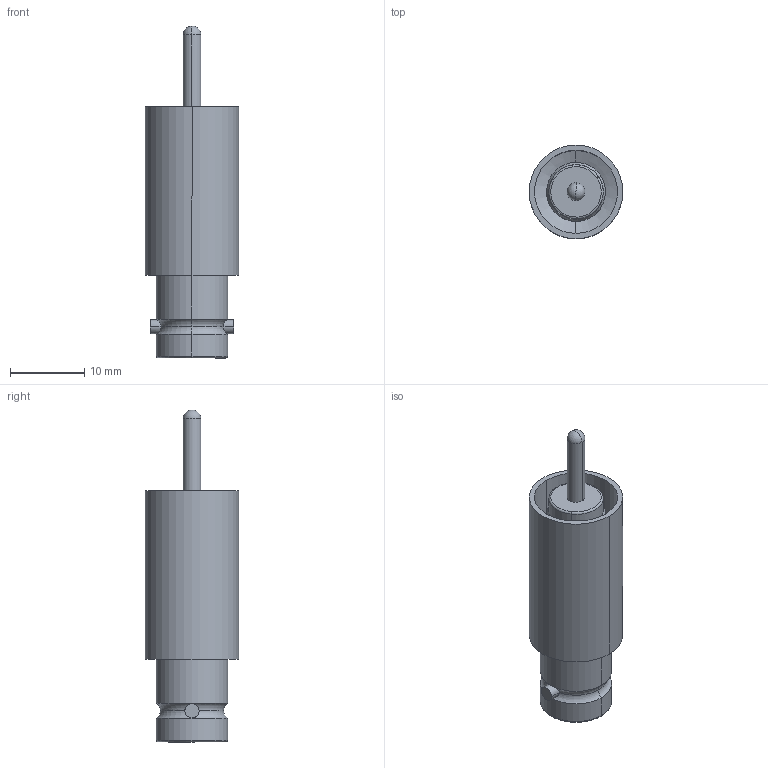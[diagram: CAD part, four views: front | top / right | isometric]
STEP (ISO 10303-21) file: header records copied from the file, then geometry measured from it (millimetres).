
FILE_DESCRIPTION (( 'STEP AP203' ), '1' );
FILE_NAME ('A0059-2-W.STEP', '2011-10-04T17:37:00', ( '' ), ( '' ), 'SwSTEP 2.0', 'SolidWorks 2011', '' );
FILE_SCHEMA (( 'CONFIG_CONTROL_DESIGN' ));
Length unit declared in the file: inch
Products named in the file (1): A0059-2-W
Bounding box: 12.57 x 12.57 x 44.6 mm (x, y, z)
Volume: 2077.1 mm3; surface area: 3869.5 mm2
Topology: 1 solids, 1 shells, 106 faces, 233 edges, 141 vertices
Faces by surface type: cylinder 51, plane 23, torus 16, cone 14, sphere 2
Entity records: 3060 total; most frequent: DIRECTION 581, CARTESIAN_POINT 559, ORIENTED_EDGE 458, AXIS2_PLACEMENT_3D 251, EDGE_CURVE 229, CIRCLE 144, VERTEX_POINT 139, EDGE_LOOP 120
